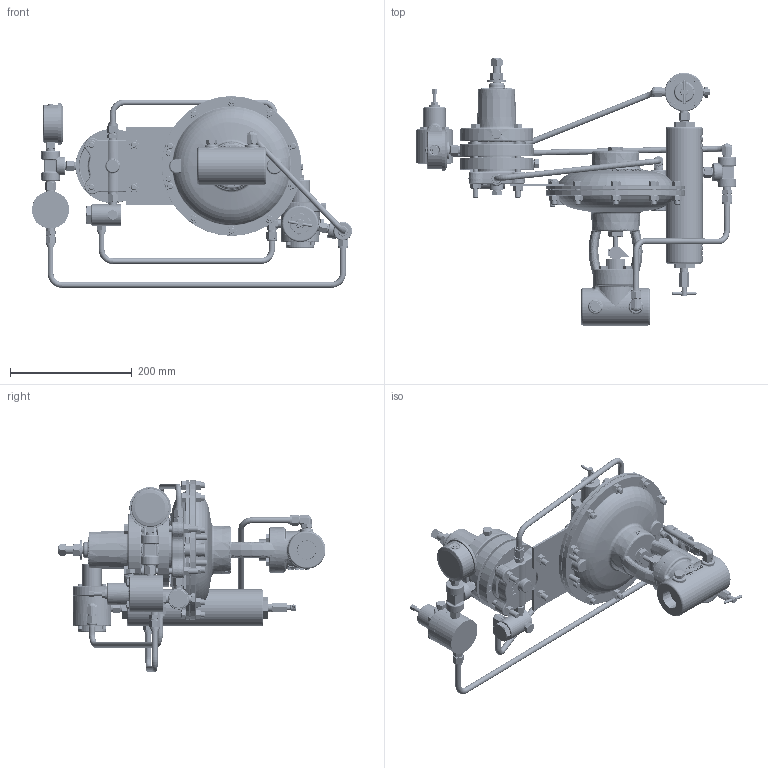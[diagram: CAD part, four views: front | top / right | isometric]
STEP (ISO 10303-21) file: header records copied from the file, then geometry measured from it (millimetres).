
FILE_DESCRIPTION (( 'STEP AP214' ), '1' );
FILE_NAME ('CVS14000SMT30-HPBP.STEP', '2025-05-12T16:47:12', ( '' ), ( '' ), 'SwSTEP 2.0', 'SolidWorks 2024', '' );
FILE_SCHEMA (( 'AUTOMOTIVE_DESIGN' ));
Length unit declared in the file: inch
Products named in the file (1): CVS14000SMT30-HPBP
Bounding box: 526.31 x 439.08 x 315.35 mm (x, y, z)
Volume: 5358562.3 mm3; surface area: 566409.3 mm2
Topology: 1 solids, 1 shells, 7335 faces, 19043 edges, 12018 vertices
Faces by surface type: plane 2995, bspline 2126, cone 893, cylinder 874, torus 366, sphere 81
Entity records: 318629 total; most frequent: CARTESIAN_POINT 156694, ORIENTED_EDGE 37916, DIRECTION 27053, EDGE_CURVE 18958, VERTEX_POINT 12018, AXIS2_PLACEMENT_3D 9338, LINE 8377, VECTOR 8377
